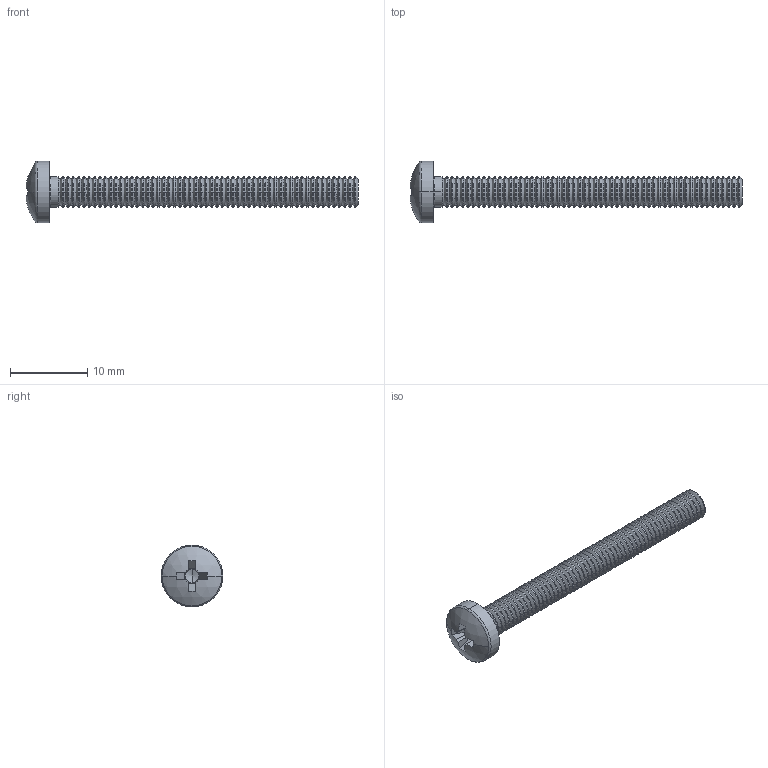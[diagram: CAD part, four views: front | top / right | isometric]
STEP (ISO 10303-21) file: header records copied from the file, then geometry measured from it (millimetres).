
FILE_DESCRIPTION (( 'STEP AP203' ), '1' );
FILE_NAME ('ISO 7045 - M4 x 40 - Z --- 40S_ISO 7045 - M4 x 40 - Z --- 40S_sldprt.STEP', '2018-07-08T08:09:01', ( '' ), ( '' ), 'SwSTEP 2.0', 'SolidWorks 2014', '' );
FILE_SCHEMA (( 'CONFIG_CONTROL_DESIGN' ));
Length unit declared in the file: millimetre
Products named in the file (1): ISO 7045 - M4 x 40 - Z --- 40S_ISO 7045 - M4 x 40 - Z --- 40S_sldprt
Bounding box: 43.02 x 8 x 8 mm (x, y, z)
Volume: 542.3 mm3; surface area: 889.8 mm2
Topology: 1 solids, 1 shells, 372 faces, 986 edges, 615 vertices
Faces by surface type: cone 232, cylinder 116, plane 18, torus 4, sphere 2
Entity records: 11801 total; most frequent: DIRECTION 2334, CARTESIAN_POINT 1996, ORIENTED_EDGE 1968, AXIS2_PLACEMENT_3D 985, EDGE_CURVE 984, VERTEX_POINT 615, CIRCLE 612, EDGE_LOOP 373
